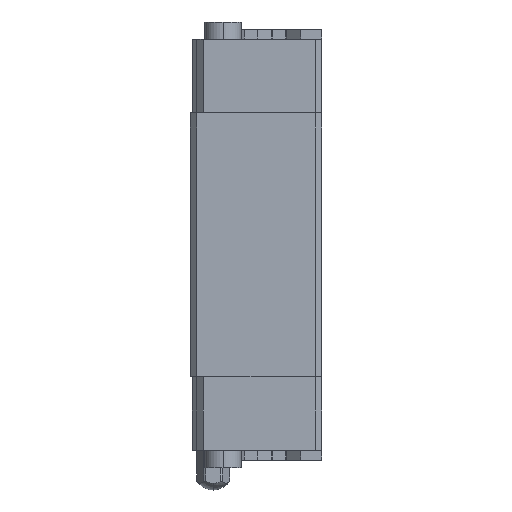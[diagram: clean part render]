
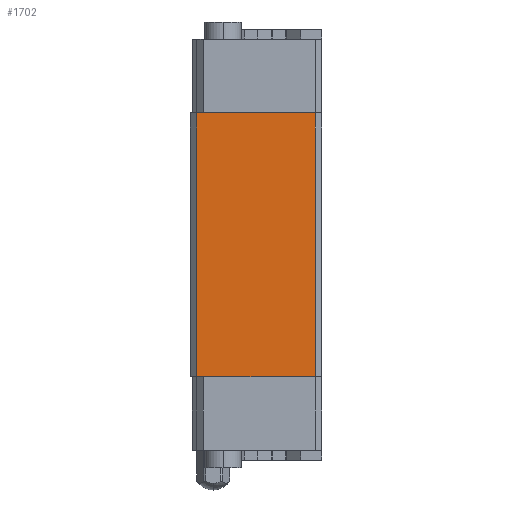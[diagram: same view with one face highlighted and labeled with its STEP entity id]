
A CAD part, left-side view. The second image highlights one B-rep face of the part: STEP entity #1702.
In plain terms, the highlighted planar face has unit normal (-1, 0, 0).
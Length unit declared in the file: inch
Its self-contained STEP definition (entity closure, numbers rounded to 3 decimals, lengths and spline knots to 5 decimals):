
#1702 = ADVANCED_FACE ( 'NONE', ( #4658 ), #4657, .F. ) ;
#1703 = EDGE_LOOP ( 'NONE', ( #1704, #1762, #1765, #1768 ) ) ;
#1704 = ORIENTED_EDGE ( 'NONE', *, *, #1705, .F. ) ;
#1705 = EDGE_CURVE ( 'NONE', #1706, #1761, #4655, .T. ) ;
#1706 = VERTEX_POINT ( 'NONE', #4648 ) ;
#1761 = VERTEX_POINT ( 'NONE', #4751 ) ;
#1762 = ORIENTED_EDGE ( 'NONE', *, *, #1763, .T. ) ;
#1763 = EDGE_CURVE ( 'NONE', #1706, #1764, #4750, .T. ) ;
#1764 = VERTEX_POINT ( 'NONE', #4746 ) ;
#1765 = ORIENTED_EDGE ( 'NONE', *, *, #1766, .T. ) ;
#1766 = EDGE_CURVE ( 'NONE', #1764, #1767, #4745, .T. ) ;
#1767 = VERTEX_POINT ( 'NONE', #4741 ) ;
#1768 = ORIENTED_EDGE ( 'NONE', *, *, #1769, .F. ) ;
#1769 = EDGE_CURVE ( 'NONE', #1761, #1767, #4740, .T. ) ;
#4648 = CARTESIAN_POINT ( 'NONE',  ( -0.66929, 0.90551, -1.1811 ) ) ;
#4649 = DIRECTION ( 'NONE',  ( 0., -1., 0. ) ) ;
#4650 = VECTOR ( 'NONE', #4649, 39.37008 ) ;
#4651 = CARTESIAN_POINT ( 'NONE',  ( -0.66929, 0.90551, -1.1811 ) ) ;
#4652 = DIRECTION ( 'NONE',  ( 0., 0., -1. ) ) ;
#4653 = DIRECTION ( 'NONE',  ( 1., 0., 0. ) ) ;
#4654 = CARTESIAN_POINT ( 'NONE',  ( -0.66929, 0.90551, -1.18071 ) ) ;
#4655 = LINE ( 'NONE', #4651, #4650 ) ;
#4656 = AXIS2_PLACEMENT_3D ( 'NONE', #4654, #4653, #4652 ) ;
#4657 = PLANE ( 'NONE',  #4656 ) ;
#4658 = FACE_OUTER_BOUND ( 'NONE', #1703, .T. ) ;
#4737 = DIRECTION ( 'NONE',  ( 0., 0., -1. ) ) ;
#4738 = VECTOR ( 'NONE', #4737, 39.37008 ) ;
#4739 = CARTESIAN_POINT ( 'NONE',  ( -0.66929, 0.19646, -1.18071 ) ) ;
#4740 = LINE ( 'NONE', #4739, #4738 ) ;
#4741 = CARTESIAN_POINT ( 'NONE',  ( -0.66929, 0.19646, -2.75591 ) ) ;
#4742 = DIRECTION ( 'NONE',  ( 0., -1., 0. ) ) ;
#4743 = VECTOR ( 'NONE', #4742, 39.37008 ) ;
#4744 = CARTESIAN_POINT ( 'NONE',  ( -0.66929, 0.90551, -2.75591 ) ) ;
#4745 = LINE ( 'NONE', #4744, #4743 ) ;
#4746 = CARTESIAN_POINT ( 'NONE',  ( -0.66929, 0.90551, -2.75591 ) ) ;
#4747 = DIRECTION ( 'NONE',  ( 0., 0., -1. ) ) ;
#4748 = VECTOR ( 'NONE', #4747, 39.37008 ) ;
#4749 = CARTESIAN_POINT ( 'NONE',  ( -0.66929, 0.90551, -1.18071 ) ) ;
#4750 = LINE ( 'NONE', #4749, #4748 ) ;
#4751 = CARTESIAN_POINT ( 'NONE',  ( -0.66929, 0.19646, -1.1811 ) ) ;
